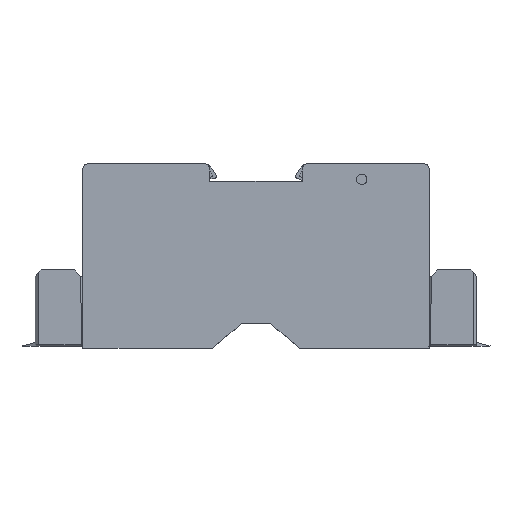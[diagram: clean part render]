
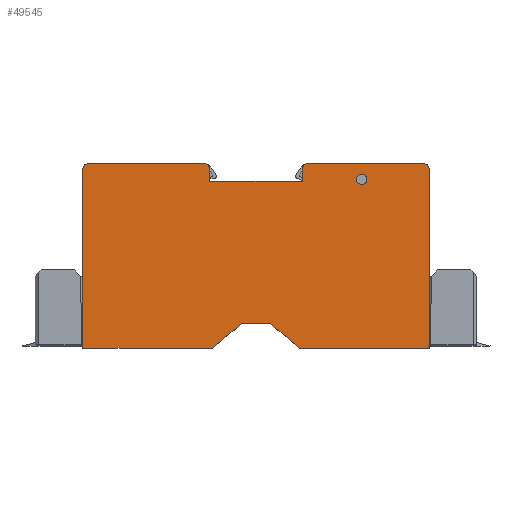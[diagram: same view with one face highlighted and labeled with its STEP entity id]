
A CAD part, top view. The second image highlights one B-rep face of the part: STEP entity #49545.
In plain terms, the highlighted planar face has unit normal (0, 0, 1).
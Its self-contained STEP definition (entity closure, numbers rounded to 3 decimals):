
#1491=CIRCLE('',#51914,2.);
#1694=CIRCLE('',#52736,1.975);
#1698=CIRCLE('',#52764,2.);
#1704=CIRCLE('',#52777,2.);
#1705=CIRCLE('',#52779,2.);
#1706=CIRCLE('',#52780,2.);
#8872=ORIENTED_EDGE('',*,*,#16962,.F.);
#8873=ORIENTED_EDGE('',*,*,#16939,.F.);
#8874=ORIENTED_EDGE('',*,*,#16946,.F.);
#8875=ORIENTED_EDGE('',*,*,#15758,.F.);
#8876=ORIENTED_EDGE('',*,*,#14796,.F.);
#8877=ORIENTED_EDGE('',*,*,#16963,.F.);
#8878=ORIENTED_EDGE('',*,*,#16964,.F.);
#8879=ORIENTED_EDGE('',*,*,#16965,.F.);
#8880=ORIENTED_EDGE('',*,*,#14158,.F.);
#8881=ORIENTED_EDGE('',*,*,#14133,.F.);
#8882=ORIENTED_EDGE('',*,*,#16923,.F.);
#8883=ORIENTED_EDGE('',*,*,#16966,.F.);
#8884=ORIENTED_EDGE('',*,*,#16953,.F.);
#8885=ORIENTED_EDGE('',*,*,#16961,.T.);
#8886=ORIENTED_EDGE('',*,*,#15783,.F.);
#8887=ORIENTED_EDGE('',*,*,#15773,.F.);
#8888=ORIENTED_EDGE('',*,*,#16967,.F.);
#8889=ORIENTED_EDGE('',*,*,#16968,.F.);
#8890=ORIENTED_EDGE('',*,*,#16969,.T.);
#8891=ORIENTED_EDGE('',*,*,#16883,.T.);
#14133=EDGE_CURVE('',#19339,#19340,#22703,.T.);
#14158=EDGE_CURVE('',#19340,#19364,#22721,.F.);
#14796=EDGE_CURVE('',#19872,#19873,#23165,.T.);
#15758=EDGE_CURVE('',#19873,#20435,#23636,.T.);
#15773=EDGE_CURVE('',#20448,#20449,#23651,.T.);
#15783=EDGE_CURVE('',#20449,#20457,#1491,.T.);
#16883=EDGE_CURVE('',#21196,#21196,#1694,.T.);
#16923=EDGE_CURVE('',#21218,#19339,#24064,.T.);
#16939=EDGE_CURVE('',#21227,#21228,#1698,.T.);
#16946=EDGE_CURVE('',#20435,#21227,#24085,.T.);
#16953=EDGE_CURVE('',#21232,#21233,#24090,.T.);
#16961=EDGE_CURVE('',#21232,#20457,#1704,.F.);
#16962=EDGE_CURVE('',#21228,#21235,#24095,.T.);
#16963=EDGE_CURVE('',#21236,#19872,#24096,.T.);
#16964=EDGE_CURVE('',#21237,#21236,#24097,.T.);
#16965=EDGE_CURVE('',#19364,#21237,#24098,.F.);
#16966=EDGE_CURVE('',#21233,#21218,#1705,.T.);
#16967=EDGE_CURVE('',#21238,#20448,#24099,.T.);
#16968=EDGE_CURVE('',#21239,#21238,#24100,.T.);
#16969=EDGE_CURVE('',#21239,#21235,#1706,.F.);
#19339=VERTEX_POINT('',#64773);
#19340=VERTEX_POINT('',#64774);
#19364=VERTEX_POINT('',#64834);
#19872=VERTEX_POINT('',#66327);
#19873=VERTEX_POINT('',#66329);
#20435=VERTEX_POINT('',#69360);
#20448=VERTEX_POINT('',#69390);
#20449=VERTEX_POINT('',#69392);
#20457=VERTEX_POINT('',#69411);
#21196=VERTEX_POINT('',#72493);
#21218=VERTEX_POINT('',#72573);
#21227=VERTEX_POINT('',#72603);
#21228=VERTEX_POINT('',#72605);
#21232=VERTEX_POINT('',#72626);
#21233=VERTEX_POINT('',#72628);
#21235=VERTEX_POINT('',#72643);
#21236=VERTEX_POINT('',#72645);
#21237=VERTEX_POINT('',#72647);
#21238=VERTEX_POINT('',#72651);
#21239=VERTEX_POINT('',#72653);
#22703=LINE('',#64772,#25389);
#22721=LINE('',#64833,#25407);
#23165=LINE('',#66328,#25851);
#23636=LINE('',#69359,#26322);
#23651=LINE('',#69391,#26337);
#24064=LINE('',#72574,#26750);
#24085=LINE('',#72613,#26771);
#24090=LINE('',#72627,#26776);
#24095=LINE('',#72642,#26781);
#24096=LINE('',#72644,#26782);
#24097=LINE('',#72646,#26783);
#24098=LINE('',#72648,#26784);
#24099=LINE('',#72650,#26785);
#24100=LINE('',#72652,#26786);
#25389=VECTOR('',#54612,1000.);
#25407=VECTOR('',#54642,1000.);
#25851=VECTOR('',#55644,1000.);
#26322=VECTOR('',#57615,1000.);
#26337=VECTOR('',#57636,1000.);
#26750=VECTOR('',#59745,1000.);
#26771=VECTOR('',#59782,1000.);
#26776=VECTOR('',#59797,1000.);
#26781=VECTOR('',#59818,1000.);
#26782=VECTOR('',#59819,1000.);
#26783=VECTOR('',#59820,1000.);
#26784=VECTOR('',#59821,1000.);
#26785=VECTOR('',#59824,1000.);
#26786=VECTOR('',#59825,1000.);
#29058=EDGE_LOOP('',(#8872,#8873,#8874,#8875,#8876,#8877,#8878,#8879,#8880,
#8881,#8882,#8883,#8884,#8885,#8886,#8887,#8888,#8889,#8890));
#29059=EDGE_LOOP('',(#8891));
#31277=FACE_BOUND('',#29058,.T.);
#31278=FACE_BOUND('',#29059,.T.);
#32992=PLANE('',#52778);
#49545=ADVANCED_FACE('',(#31277,#31278),#32992,.F.);
#51914=AXIS2_PLACEMENT_3D('',#69410,#57651,#57652);
#52736=AXIS2_PLACEMENT_3D('',#72492,#59664,#59665);
#52764=AXIS2_PLACEMENT_3D('',#72604,#59772,#59773);
#52777=AXIS2_PLACEMENT_3D('',#72640,#59814,#59815);
#52778=AXIS2_PLACEMENT_3D('',#72641,#59816,#59817);
#52779=AXIS2_PLACEMENT_3D('',#72649,#59822,#59823);
#52780=AXIS2_PLACEMENT_3D('',#72654,#59826,#59827);
#54612=DIRECTION('',(-1.,0.,0.));
#54642=DIRECTION('',(0.,1.,0.));
#55644=DIRECTION('',(-0.766,-0.643,0.));
#57615=DIRECTION('',(-1.,0.,0.));
#57636=DIRECTION('',(0.,1.,0.));
#57651=DIRECTION('',(0.,0.,-1.));
#57652=DIRECTION('',(1.,0.,0.));
#59664=DIRECTION('',(0.,0.,-1.));
#59665=DIRECTION('',(1.,0.,0.));
#59745=DIRECTION('',(0.,-1.,0.));
#59772=DIRECTION('',(0.,0.,-1.));
#59773=DIRECTION('',(1.,0.,0.));
#59782=DIRECTION('',(0.,1.,0.));
#59797=DIRECTION('',(1.,0.,0.));
#59814=DIRECTION('',(0.,0.,-1.));
#59815=DIRECTION('',(-1.,0.,0.));
#59816=DIRECTION('',(0.,0.,-1.));
#59817=DIRECTION('',(-1.,0.,0.));
#59818=DIRECTION('',(1.,0.,0.));
#59819=DIRECTION('',(-1.,0.,0.));
#59820=DIRECTION('',(-0.766,0.643,0.));
#59821=DIRECTION('',(1.,0.,0.));
#59822=DIRECTION('',(0.,0.,-1.));
#59823=DIRECTION('',(-1.,0.,0.));
#59824=DIRECTION('',(1.,0.,0.));
#59825=DIRECTION('',(0.,-1.,0.));
#59826=DIRECTION('',(0.,0.,-1.));
#59827=DIRECTION('',(-1.,0.,0.));
#64772=CARTESIAN_POINT('',(66.3,-44.013,30.05));
#64773=CARTESIAN_POINT('',(66.3,-44.013,30.05));
#64774=CARTESIAN_POINT('',(66.1,-44.013,30.05));
#64833=CARTESIAN_POINT('',(66.1,26.088,30.05));
#64834=CARTESIAN_POINT('',(66.1,-44.513,30.05));
#66327=CARTESIAN_POINT('',(-5.617,-35.213,30.05));
#66328=CARTESIAN_POINT('',(-16.701,-44.512,30.05));
#66329=CARTESIAN_POINT('',(-16.701,-44.512,30.05));
#69359=CARTESIAN_POINT('',(-66.3,-44.508,30.05));
#69360=CARTESIAN_POINT('',(-66.3,-44.508,30.05));
#69390=CARTESIAN_POINT('',(17.75,19.388,30.05));
#69391=CARTESIAN_POINT('',(17.75,24.088,30.05));
#69392=CARTESIAN_POINT('',(17.75,24.088,30.05));
#69410=CARTESIAN_POINT('',(19.75,24.088,30.05));
#69411=CARTESIAN_POINT('',(19.75,26.087,30.05));
#72492=CARTESIAN_POINT('',(40.5,20.063,30.05));
#72493=CARTESIAN_POINT('',(42.475,20.063,30.05));
#72573=CARTESIAN_POINT('',(66.3,24.088,30.05));
#72574=CARTESIAN_POINT('',(66.3,-44.013,30.05));
#72603=CARTESIAN_POINT('',(-66.3,24.088,30.05));
#72604=CARTESIAN_POINT('',(-64.3,24.088,30.05));
#72605=CARTESIAN_POINT('',(-64.3,26.088,30.05));
#72613=CARTESIAN_POINT('',(-66.3,24.088,30.05));
#72626=CARTESIAN_POINT('',(19.75,26.088,30.05));
#72627=CARTESIAN_POINT('',(-66.3,26.088,30.05));
#72628=CARTESIAN_POINT('',(64.3,26.088,30.05));
#72640=CARTESIAN_POINT('',(19.75,24.088,30.05));
#72641=CARTESIAN_POINT('',(66.3,26.088,30.05));
#72642=CARTESIAN_POINT('',(-66.3,26.088,30.05));
#72643=CARTESIAN_POINT('',(-19.75,26.088,30.05));
#72644=CARTESIAN_POINT('',(-5.617,-35.213,30.05));
#72645=CARTESIAN_POINT('',(5.617,-35.213,30.05));
#72646=CARTESIAN_POINT('',(4.543,-34.312,30.05));
#72647=CARTESIAN_POINT('',(16.7,-44.513,30.05));
#72648=CARTESIAN_POINT('',(66.3,-44.513,30.05));
#72649=CARTESIAN_POINT('',(64.3,24.088,30.05));
#72650=CARTESIAN_POINT('',(-17.75,19.388,30.05));
#72651=CARTESIAN_POINT('',(-17.75,19.388,30.05));
#72652=CARTESIAN_POINT('',(-17.75,26.088,30.05));
#72653=CARTESIAN_POINT('',(-17.75,24.088,30.05));
#72654=CARTESIAN_POINT('',(-19.75,24.088,30.05));
